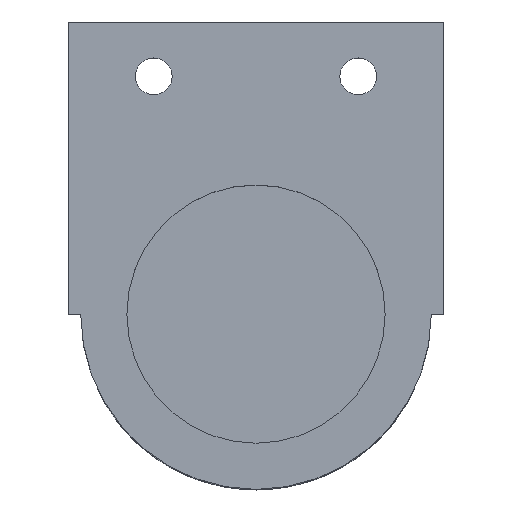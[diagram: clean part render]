
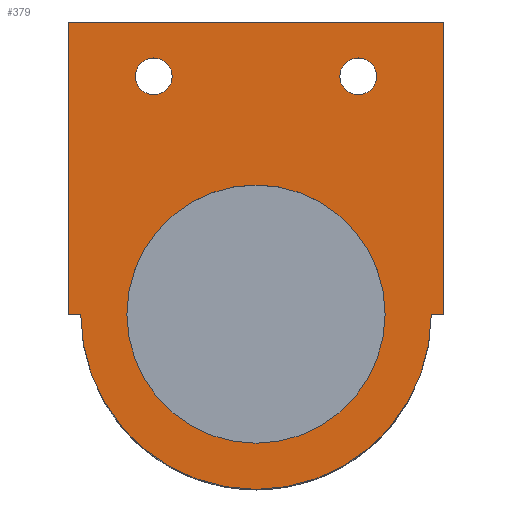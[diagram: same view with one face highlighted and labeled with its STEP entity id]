
A CAD part, top view. The second image highlights one B-rep face of the part: STEP entity #379.
In plain terms, the highlighted planar face has unit normal (0, 0, 1).
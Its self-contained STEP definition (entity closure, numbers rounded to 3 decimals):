
#23=FACE_BOUND('',#66,.T.);
#24=FACE_BOUND('',#67,.T.);
#25=FACE_BOUND('',#68,.T.);
#43=FACE_OUTER_BOUND('',#65,.T.);
#65=EDGE_LOOP('',(#339,#340,#341,#342,#343,#344));
#66=EDGE_LOOP('',(#345));
#67=EDGE_LOOP('',(#346));
#68=EDGE_LOOP('',(#347));
#86=LINE('',#582,#127);
#89=LINE('',#588,#130);
#96=LINE('',#601,#137);
#108=LINE('',#630,#149);
#109=LINE('',#632,#150);
#127=VECTOR('',#474,10.);
#130=VECTOR('',#479,10.);
#137=VECTOR('',#492,10.);
#149=VECTOR('',#524,10.);
#150=VECTOR('',#527,10.);
#157=CIRCLE('',#412,15.);
#158=CIRCLE('',#420,11.05);
#159=CIRCLE('',#425,1.575);
#160=CIRCLE('',#427,1.575);
#174=VERTEX_POINT('',#559);
#175=VERTEX_POINT('',#561);
#182=VERTEX_POINT('',#581);
#184=VERTEX_POINT('',#587);
#187=VERTEX_POINT('',#600);
#189=VERTEX_POINT('',#606);
#192=VERTEX_POINT('',#620);
#193=VERTEX_POINT('',#624);
#194=VERTEX_POINT('',#628);
#208=EDGE_CURVE('',#175,#174,#157,.T.);
#219=EDGE_CURVE('',#182,#175,#86,.T.);
#222=EDGE_CURVE('',#174,#184,#89,.T.);
#229=EDGE_CURVE('',#187,#182,#96,.T.);
#232=EDGE_CURVE('',#189,#189,#158,.T.);
#239=EDGE_CURVE('',#192,#192,#159,.T.);
#241=EDGE_CURVE('',#193,#193,#160,.T.);
#244=EDGE_CURVE('',#184,#194,#108,.T.);
#245=EDGE_CURVE('',#194,#187,#109,.T.);
#339=ORIENTED_EDGE('',*,*,#222,.T.);
#340=ORIENTED_EDGE('',*,*,#244,.T.);
#341=ORIENTED_EDGE('',*,*,#245,.T.);
#342=ORIENTED_EDGE('',*,*,#229,.T.);
#343=ORIENTED_EDGE('',*,*,#219,.T.);
#344=ORIENTED_EDGE('',*,*,#208,.T.);
#345=ORIENTED_EDGE('',*,*,#232,.T.);
#346=ORIENTED_EDGE('',*,*,#241,.T.);
#347=ORIENTED_EDGE('',*,*,#239,.T.);
#361=PLANE('',#430);
#379=ADVANCED_FACE('',(#43,#23,#24,#25),#361,.T.);
#412=AXIS2_PLACEMENT_3D('',#562,#458,#459);
#420=AXIS2_PLACEMENT_3D('',#607,#497,#498);
#425=AXIS2_PLACEMENT_3D('',#621,#513,#514);
#427=AXIS2_PLACEMENT_3D('',#625,#518,#519);
#430=AXIS2_PLACEMENT_3D('',#633,#528,#529);
#458=DIRECTION('center_axis',(0.,0.,1.));
#459=DIRECTION('ref_axis',(1.,0.,0.));
#474=DIRECTION('',(1.,0.,0.));
#479=DIRECTION('',(1.,0.,0.));
#492=DIRECTION('',(0.,-1.,0.));
#497=DIRECTION('center_axis',(0.,0.,-1.));
#498=DIRECTION('ref_axis',(1.,0.,0.));
#513=DIRECTION('center_axis',(0.,0.,-1.));
#514=DIRECTION('ref_axis',(-1.,0.,0.));
#518=DIRECTION('center_axis',(0.,0.,-1.));
#519=DIRECTION('ref_axis',(-1.,0.,0.));
#524=DIRECTION('',(0.,1.,0.));
#527=DIRECTION('',(-1.,0.,0.));
#528=DIRECTION('center_axis',(0.,0.,1.));
#529=DIRECTION('ref_axis',(1.,0.,0.));
#559=CARTESIAN_POINT('',(8.8,-46.85,5.));
#561=CARTESIAN_POINT('',(-21.2,-46.85,5.));
#562=CARTESIAN_POINT('Origin',(-6.2,-46.85,5.));
#581=CARTESIAN_POINT('',(-22.25,-46.85,5.));
#582=CARTESIAN_POINT('',(-13.7,-46.85,5.));
#587=CARTESIAN_POINT('',(9.85,-46.85,5.));
#588=CARTESIAN_POINT('',(1.825,-46.85,5.));
#600=CARTESIAN_POINT('',(-22.25,-21.85,5.));
#601=CARTESIAN_POINT('',(-22.25,-21.85,5.));
#606=CARTESIAN_POINT('',(-17.25,-46.85,5.));
#607=CARTESIAN_POINT('Origin',(-6.2,-46.85,5.));
#620=CARTESIAN_POINT('',(4.125,-26.5,5.));
#621=CARTESIAN_POINT('Origin',(2.55,-26.5,5.));
#624=CARTESIAN_POINT('',(-13.375,-26.5,5.));
#625=CARTESIAN_POINT('Origin',(-14.95,-26.5,5.));
#628=CARTESIAN_POINT('',(9.85,-21.85,5.));
#630=CARTESIAN_POINT('',(9.85,-61.85,5.));
#632=CARTESIAN_POINT('',(9.85,-21.85,5.));
#633=CARTESIAN_POINT('Origin',(-6.2,-26.85,5.));
